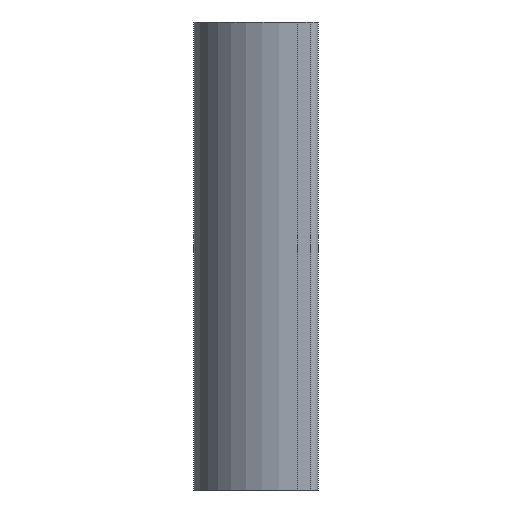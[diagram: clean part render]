
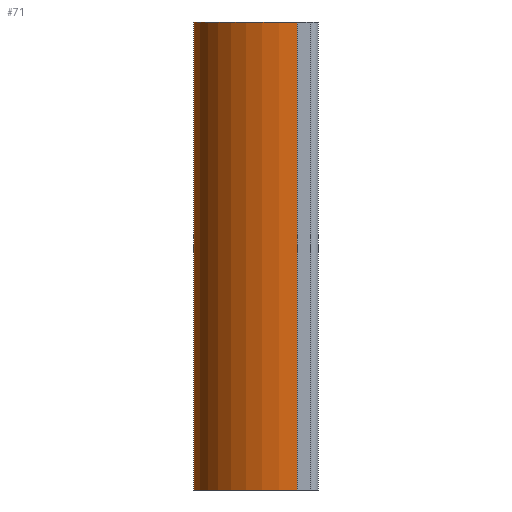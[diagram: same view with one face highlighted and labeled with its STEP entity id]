
A CAD part, left-side view. The second image highlights one B-rep face of the part: STEP entity #71.
In plain terms, the highlighted cylindrical face has radius 33.3 mm (diameter 66.6 mm), a partial arc.
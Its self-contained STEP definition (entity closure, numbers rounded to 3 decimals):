
#71 = ADVANCED_FACE ( 'NONE', ( #1612 ), #1591, .T. ) ;
#142 = DIRECTION ( 'NONE',  ( 0., 0., 1. ) ) ;
#168 = CARTESIAN_POINT ( 'NONE',  ( 13.3, -13.3, -150. ) ) ;
#199 = EDGE_CURVE ( 'NONE', #2928, #1794, #1797, .T. ) ;
#247 = CARTESIAN_POINT ( 'NONE',  ( 13.3, 20., 0. ) ) ;
#354 = EDGE_CURVE ( 'NONE', #2928, #2497, #1167, .T. ) ;
#361 = VERTEX_POINT ( 'NONE', #706 ) ;
#453 = CIRCLE ( 'NONE', #3172, 33.3 ) ;
#498 = EDGE_CURVE ( 'NONE', #2497, #361, #781, .T. ) ;
#527 = AXIS2_PLACEMENT_3D ( 'NONE', #168, #683, #982 ) ;
#630 = ORIENTED_EDGE ( 'NONE', *, *, #2237, .F. ) ;
#651 = CARTESIAN_POINT ( 'NONE',  ( 13.3, 20., -150. ) ) ;
#683 = DIRECTION ( 'NONE',  ( 0., 0., 1. ) ) ;
#706 = CARTESIAN_POINT ( 'NONE',  ( -20., -13.3, 0. ) ) ;
#781 = LINE ( 'NONE', #3327, #3220 ) ;
#906 = DIRECTION ( 'NONE',  ( 1., 0., 0. ) ) ;
#982 = DIRECTION ( 'NONE',  ( 1., 0., 0. ) ) ;
#1167 = CIRCLE ( 'NONE', #527, 33.3 ) ;
#1318 = DIRECTION ( 'NONE',  ( 1., 0., 0. ) ) ;
#1591 = CYLINDRICAL_SURFACE ( 'NONE', #1650, 33.3 ) ;
#1608 = VECTOR ( 'NONE', #2415, 1000. ) ;
#1612 = FACE_OUTER_BOUND ( 'NONE', #3652, .T. ) ;
#1650 = AXIS2_PLACEMENT_3D ( 'NONE', #3444, #2624, #906 ) ;
#1770 = CARTESIAN_POINT ( 'NONE',  ( 13.3, 20., -150. ) ) ;
#1794 = VERTEX_POINT ( 'NONE', #247 ) ;
#1797 = LINE ( 'NONE', #651, #1608 ) ;
#2005 = ORIENTED_EDGE ( 'NONE', *, *, #354, .T. ) ;
#2237 = EDGE_CURVE ( 'NONE', #1794, #361, #453, .T. ) ;
#2317 = ORIENTED_EDGE ( 'NONE', *, *, #498, .T. ) ;
#2415 = DIRECTION ( 'NONE',  ( 0., 0., 1. ) ) ;
#2497 = VERTEX_POINT ( 'NONE', #2569 ) ;
#2565 = ORIENTED_EDGE ( 'NONE', *, *, #199, .F. ) ;
#2569 = CARTESIAN_POINT ( 'NONE',  ( -20., -13.3, -150. ) ) ;
#2624 = DIRECTION ( 'NONE',  ( 0., 0., 1. ) ) ;
#2722 = CARTESIAN_POINT ( 'NONE',  ( 13.3, -13.3, 0. ) ) ;
#2928 = VERTEX_POINT ( 'NONE', #1770 ) ;
#3172 = AXIS2_PLACEMENT_3D ( 'NONE', #2722, #142, #1318 ) ;
#3220 = VECTOR ( 'NONE', #3342, 1000. ) ;
#3327 = CARTESIAN_POINT ( 'NONE',  ( -20., -13.3, -150. ) ) ;
#3342 = DIRECTION ( 'NONE',  ( 0., 0., 1. ) ) ;
#3444 = CARTESIAN_POINT ( 'NONE',  ( 13.3, -13.3, -150. ) ) ;
#3652 = EDGE_LOOP ( 'NONE', ( #630, #2565, #2005, #2317 ) ) ;
